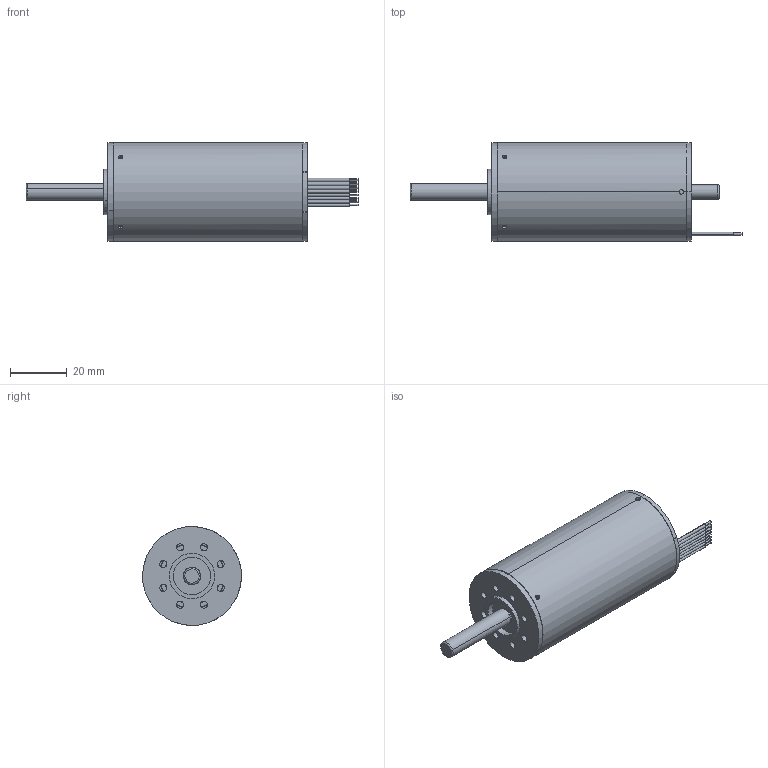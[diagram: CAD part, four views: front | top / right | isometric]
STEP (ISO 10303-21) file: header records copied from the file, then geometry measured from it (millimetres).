
FILE_DESCRIPTION (( 'STEP AP214' ), '1' );
FILE_NAME ('106507018.STEP', '2025-07-10T06:14:19', ( 'China' ), ( 'Microsoft' ), 'SwSTEP 2.0', 'SolidWorks 2025', '' );
FILE_SCHEMA (( 'AUTOMOTIVE_DESIGN' ));
Length unit declared in the file: millimetre
Products named in the file (1): 106507018
Bounding box: 117.5 x 35 x 35 mm (x, y, z)
Volume: 63219.2 mm3; surface area: 265099.8 mm2
Topology: 324 solids, 324 shells, 2956 faces, 6666 edges, 4401 vertices
Faces by surface type: cylinder 1539, plane 1261, torus 73, bspline 65, cone 18
Entity records: 96907 total; most frequent: CARTESIAN_POINT 24418, DIRECTION 15122, ORIENTED_EDGE 13316, EDGE_CURVE 6658, AXIS2_PLACEMENT_3D 5961, VERTEX_POINT 4401, EDGE_LOOP 3631, VECTOR 3200
